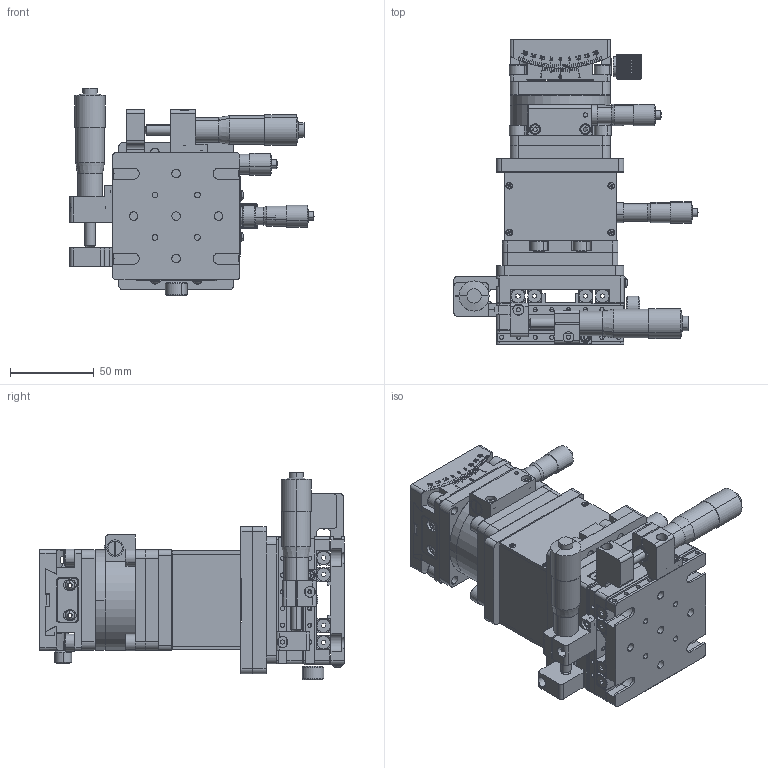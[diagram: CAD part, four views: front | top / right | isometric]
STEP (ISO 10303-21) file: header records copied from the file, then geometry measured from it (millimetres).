
FILE_DESCRIPTION (( 'STEP AP203' ), '1' );
FILE_NAME ('06MTG50-5.STEP', '2021-08-19T09:47:38', ( '' ), ( '' ), 'SwSTEP 2.0', 'SolidWorks 2020', '' );
FILE_SCHEMA (( 'CONFIG_CONTROL_DESIGN' ));
Length unit declared in the file: millimetre
Products named in the file (1): 06MTG50-5
Bounding box: 145.9 x 181.95 x 124.1 mm (x, y, z)
Surface area: 200743.1 mm2 (no closed solid volume)
Topology: 0 solids, 136 shells, 1611 faces, 6345 edges, 4700 vertices
Faces by surface type: plane 864, cylinder 508, cone 143, torus 61, sphere 20, bspline 15
Entity records: 74044 total; most frequent: CARTESIAN_POINT 21317, DIRECTION 10904, ORIENTED_EDGE 9656, EDGE_CURVE 6327, VERTEX_POINT 4700, AXIS2_PLACEMENT_3D 3731, VECTOR 3442, LINE 3442
